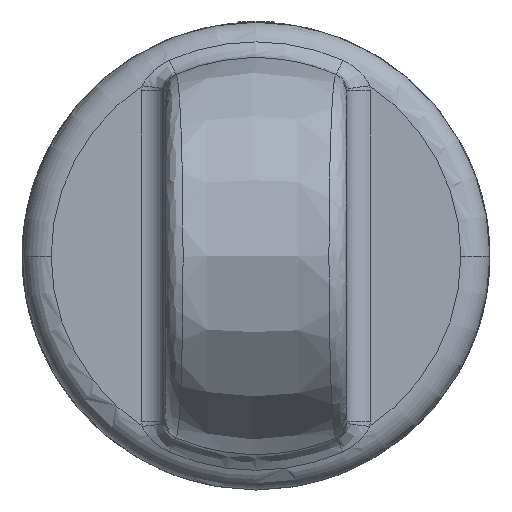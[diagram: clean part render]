
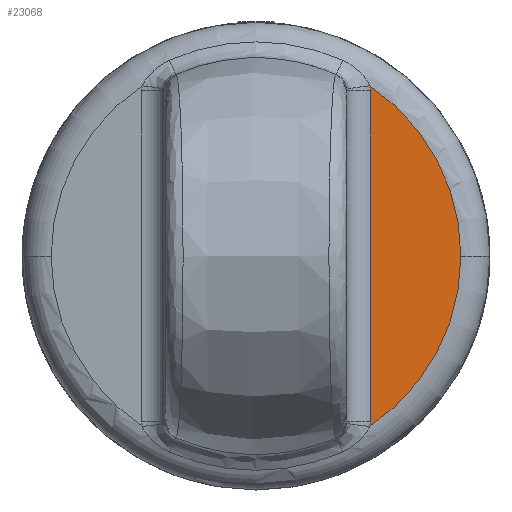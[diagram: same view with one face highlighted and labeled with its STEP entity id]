
A CAD part, front view. The second image highlights one B-rep face of the part: STEP entity #23068.
In plain terms, the highlighted planar face has unit normal (0, -1, 0).
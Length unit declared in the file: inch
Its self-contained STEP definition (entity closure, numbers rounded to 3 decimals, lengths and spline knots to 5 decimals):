
#9478=CARTESIAN_POINT('',(0.,-9.35,0.));
#9479=DIRECTION('',(0.,-1.,0.));
#9480=DIRECTION('',(1.,0.,0.));
#9481=AXIS2_PLACEMENT_3D('',#9478,#9479,#9480);
#9547=CARTESIAN_POINT('',(1.21647,-9.35,1.82107));
#9595=CARTESIAN_POINT('',(0.78,-9.35,1.76544));
#9596=DIRECTION('',(0.,-1.,0.));
#9597=DIRECTION('',(1.,0.,0.));
#9598=AXIS2_PLACEMENT_3D('',#9595,#9596,#9597);
#9610=CARTESIAN_POINT('',(0.,-9.35,0.));
#9611=DIRECTION('',(0.,-1.,0.));
#9612=DIRECTION('',(0.555,0.,-0.832));
#9613=AXIS2_PLACEMENT_3D('',#9610,#9611,#9612);
#9899=DIRECTION('',(0.,0.,1.));
#9900=VECTOR('',#9899,3.53088);
#9901=CARTESIAN_POINT('',(1.22,-9.35,-1.76544));
#9902=LINE('',#9901,#9900);
#9912=CARTESIAN_POINT('',(0.78,-9.35,-1.76544));
#9913=DIRECTION('',(0.,-1.,0.));
#9914=DIRECTION('',(0.992,0.,-0.126));
#9915=AXIS2_PLACEMENT_3D('',#9912,#9913,#9914);
#12093=CARTESIAN_POINT('',(2.19,-9.35,0.));
#12094=VERTEX_POINT('',#12093);
#12115=VERTEX_POINT('',#9547);
#12117=CARTESIAN_POINT('',(1.22,-9.35,1.76544));
#12118=VERTEX_POINT('',#12117);
#12121=CARTESIAN_POINT('',(1.22,-9.35,-1.76544));
#12122=VERTEX_POINT('',#12121);
#12125=CARTESIAN_POINT('',(1.21647,-9.35,-1.82107));
#12126=VERTEX_POINT('',#12125);
#23053=CARTESIAN_POINT('',(0.,-9.35,0.));
#23054=DIRECTION('',(0.,1.,0.));
#23055=DIRECTION('',(1.,0.,0.));
#23056=AXIS2_PLACEMENT_3D('',#23053,#23054,#23055);
#23057=PLANE('',#23056);
#23058=ORIENTED_EDGE('',*,*,#23043,.T.);
#23059=ORIENTED_EDGE('',*,*,#22926,.F.);
#23061=ORIENTED_EDGE('',*,*,#23060,.F.);
#23063=ORIENTED_EDGE('',*,*,#23062,.T.);
#23065=ORIENTED_EDGE('',*,*,#23064,.T.);
#23066=EDGE_LOOP('',(#23058,#23059,#23061,#23063,#23065));
#23067=FACE_OUTER_BOUND('',#23066,.F.);
#23068=ADVANCED_FACE('',(#23067),#23057,.F.);
#9482=CIRCLE('',#9481,2.19);
#9599=CIRCLE('',#9598,0.44);
#9614=CIRCLE('',#9613,2.19);
#9916=CIRCLE('',#9915,0.44);
#22926=EDGE_CURVE('',#12094,#12115,#9482,.T.);
#23043=EDGE_CURVE('',#12118,#12115,#9599,.T.);
#23060=EDGE_CURVE('',#12126,#12094,#9614,.T.);
#23062=EDGE_CURVE('',#12126,#12122,#9916,.T.);
#23064=EDGE_CURVE('',#12122,#12118,#9902,.T.);
